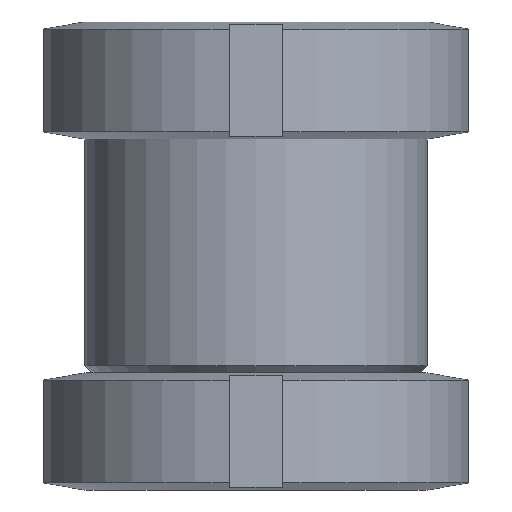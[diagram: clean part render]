
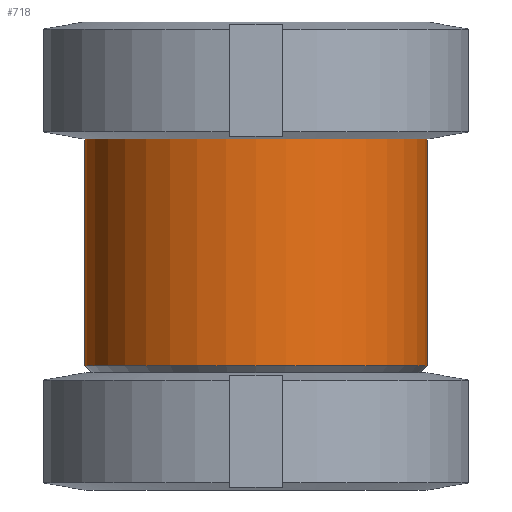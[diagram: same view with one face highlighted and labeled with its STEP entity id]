
A CAD part, front view. The second image highlights one B-rep face of the part: STEP entity #718.
In plain terms, the highlighted cylindrical face has radius 12.8 mm (diameter 25.6 mm), a partial arc.
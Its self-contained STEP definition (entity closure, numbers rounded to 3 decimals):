
#422=VERTEX_POINT('',#1188);
#490=EDGE_CURVE('',#758,#422,#1264,.T.);
#580=VERTEX_POINT('',#1362);
#642=VERTEX_POINT('',#1431);
#676=EDGE_CURVE('',#422,#580,#1468,.T.);
#718=ADVANCED_FACE('',(#1517),#1518,.T.);
#758=VERTEX_POINT('',#1562);
#1088=EDGE_CURVE('',#758,#642,#1927,.T.);
#1094=EDGE_CURVE('',#580,#642,#1933,.T.);
#1188=CARTESIAN_POINT('',(12.8,0.,9.275));
#1264=LINE('',#2187,#2188);
#1362=CARTESIAN_POINT('',(-12.8,0.,9.275));
#1431=CARTESIAN_POINT('',(-12.8,0.,26.25));
#1468=CIRCLE('',#2519,12.8);
#1517=FACE_OUTER_BOUND('',#2602,.T.);
#1518=CYLINDRICAL_SURFACE('',#2603,12.8);
#1562=CARTESIAN_POINT('',(12.8,0.,26.25));
#1927=CIRCLE('',#3448,12.8);
#1933=LINE('',#3456,#3457);
#2187=CARTESIAN_POINT('',(12.8,0.,17.763));
#2188=VECTOR('',#3690,1.0);
#2519=AXIS2_PLACEMENT_3D('',#3903,#3904,#3905);
#2602=EDGE_LOOP('',(#3975,#3976,#3977,#3978));
#2603=AXIS2_PLACEMENT_3D('',#3979,#3980,#3981);
#3448=AXIS2_PLACEMENT_3D('',#4417,#4418,#4419);
#3456=CARTESIAN_POINT('',(-12.8,0.,17.763));
#3457=VECTOR('',#4423,1.0);
#3690=DIRECTION('',(0.0,0.,-1.0));
#3903=CARTESIAN_POINT('',(0.0,0.,9.275));
#3904=DIRECTION('',(0.0,0.,-1.0));
#3905=DIRECTION('',(1.0,0.0,0.0));
#3975=ORIENTED_EDGE('',*,*,#490,.F.);
#3976=ORIENTED_EDGE('',*,*,#1088,.T.);
#3977=ORIENTED_EDGE('',*,*,#1094,.F.);
#3978=ORIENTED_EDGE('',*,*,#676,.F.);
#3979=CARTESIAN_POINT('',(0.0,0.,17.763));
#3980=DIRECTION('',(-0.0,0.,1.0));
#3981=DIRECTION('',(1.0,0.0,0.0));
#4417=CARTESIAN_POINT('',(0.0,0.,26.25));
#4418=DIRECTION('',(0.0,0.,-1.0));
#4419=DIRECTION('',(1.0,0.0,0.0));
#4423=DIRECTION('',(-0.0,0.,1.0));
